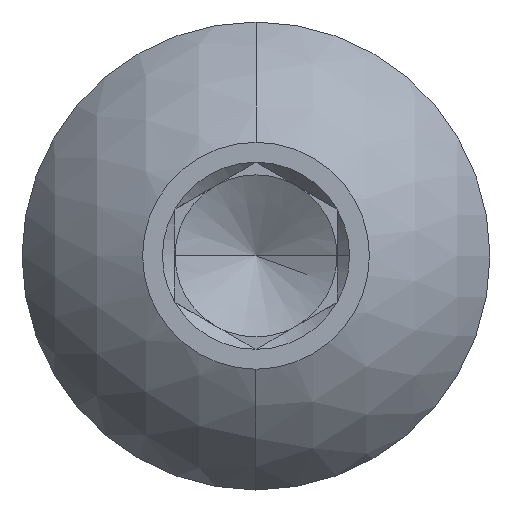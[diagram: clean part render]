
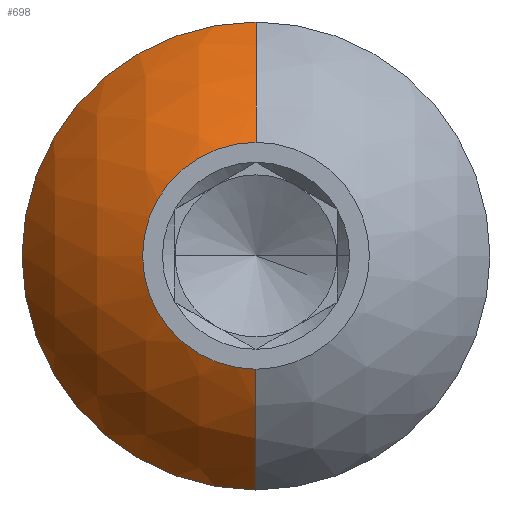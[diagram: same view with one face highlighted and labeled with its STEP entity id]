
A CAD part, top view. The second image highlights one B-rep face of the part: STEP entity #698.
In plain terms, the highlighted spherical face has radius 5.246 mm.
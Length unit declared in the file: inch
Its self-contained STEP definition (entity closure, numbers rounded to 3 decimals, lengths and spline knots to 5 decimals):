
#4 = AXIS2_PLACEMENT_3D ( 'NONE', #421, #833, #841 ) ;
#14 = AXIS2_PLACEMENT_3D ( 'NONE', #906, #266, #116 ) ;
#27 = CARTESIAN_POINT ( 'NONE',  ( -0.1805, 0., 0.58879 ) ) ;
#33 = DIRECTION ( 'NONE',  ( 1., 0., 0. ) ) ;
#77 = VERTEX_POINT ( 'NONE', #153 ) ;
#92 = DIRECTION ( 'NONE',  ( 0., 0., 1. ) ) ;
#94 = EDGE_CURVE ( 'NONE', #654, #456, #193, .T. ) ;
#111 = EDGE_CURVE ( 'NONE', #115, #748, #736, .T. ) ;
#115 = VERTEX_POINT ( 'NONE', #27 ) ;
#116 = DIRECTION ( 'NONE',  ( 0., -1., 0. ) ) ;
#137 = AXIS2_PLACEMENT_3D ( 'NONE', #794, #575, #851 ) ;
#153 = CARTESIAN_POINT ( 'NONE',  ( 0., 0.1805, 0.58879 ) ) ;
#178 = CIRCLE ( 'NONE', #655, 0.20652 ) ;
#193 = CIRCLE ( 'NONE', #446, 0.0875 ) ;
#211 = CARTESIAN_POINT ( 'NONE',  ( 0., 0., 0.58879 ) ) ;
#212 = ORIENTED_EDGE ( 'NONE', *, *, #111, .T. ) ;
#233 = EDGE_LOOP ( 'NONE', ( #212, #539, #848, #683, #646 ) ) ;
#247 = EDGE_CURVE ( 'NONE', #748, #456, #705, .T. ) ;
#266 = DIRECTION ( 'NONE',  ( -1., 0., 0. ) ) ;
#289 = CARTESIAN_POINT ( 'NONE',  ( 0., -0.1805, 0.58879 ) ) ;
#310 = CARTESIAN_POINT ( 'NONE',  ( 0., 0., 0.48843 ) ) ;
#348 = CARTESIAN_POINT ( 'NONE',  ( 0., 0.0875, 0.6755 ) ) ;
#369 = CIRCLE ( 'NONE', #4, 0.1805 ) ;
#375 = CARTESIAN_POINT ( 'NONE',  ( 0., 0., 0.6755 ) ) ;
#381 = DIRECTION ( 'NONE',  ( 1., 0., 0. ) ) ;
#417 = EDGE_CURVE ( 'NONE', #77, #654, #178, .T. ) ;
#421 = CARTESIAN_POINT ( 'NONE',  ( 0., 0., 0.58879 ) ) ;
#424 = FACE_OUTER_BOUND ( 'NONE', #233, .T. ) ;
#446 = AXIS2_PLACEMENT_3D ( 'NONE', #375, #508, #381 ) ;
#456 = VERTEX_POINT ( 'NONE', #815 ) ;
#508 = DIRECTION ( 'NONE',  ( 0., 0., 1. ) ) ;
#519 = EDGE_CURVE ( 'NONE', #77, #115, #369, .T. ) ;
#539 = ORIENTED_EDGE ( 'NONE', *, *, #247, .T. ) ;
#575 = DIRECTION ( 'NONE',  ( -1., 0., 0. ) ) ;
#608 = AXIS2_PLACEMENT_3D ( 'NONE', #211, #92, #33 ) ;
#639 = SPHERICAL_SURFACE ( 'NONE', #137, 0.20652 ) ;
#646 = ORIENTED_EDGE ( 'NONE', *, *, #519, .T. ) ;
#654 = VERTEX_POINT ( 'NONE', #348 ) ;
#655 = AXIS2_PLACEMENT_3D ( 'NONE', #310, #734, #882 ) ;
#683 = ORIENTED_EDGE ( 'NONE', *, *, #417, .F. ) ;
#698 = ADVANCED_FACE ( 'NONE', ( #424 ), #639, .T. ) ;
#705 = CIRCLE ( 'NONE', #14, 0.20652 ) ;
#734 = DIRECTION ( 'NONE',  ( 1., 0., 0. ) ) ;
#736 = CIRCLE ( 'NONE', #608, 0.1805 ) ;
#748 = VERTEX_POINT ( 'NONE', #289 ) ;
#794 = CARTESIAN_POINT ( 'NONE',  ( 0., 0., 0.48843 ) ) ;
#815 = CARTESIAN_POINT ( 'NONE',  ( 0., -0.0875, 0.6755 ) ) ;
#833 = DIRECTION ( 'NONE',  ( 0., 0., 1. ) ) ;
#841 = DIRECTION ( 'NONE',  ( 1., 0., 0. ) ) ;
#848 = ORIENTED_EDGE ( 'NONE', *, *, #94, .F. ) ;
#851 = DIRECTION ( 'NONE',  ( 0., 1., 0. ) ) ;
#882 = DIRECTION ( 'NONE',  ( 0., 0., -1. ) ) ;
#906 = CARTESIAN_POINT ( 'NONE',  ( 0., 0., 0.48843 ) ) ;
